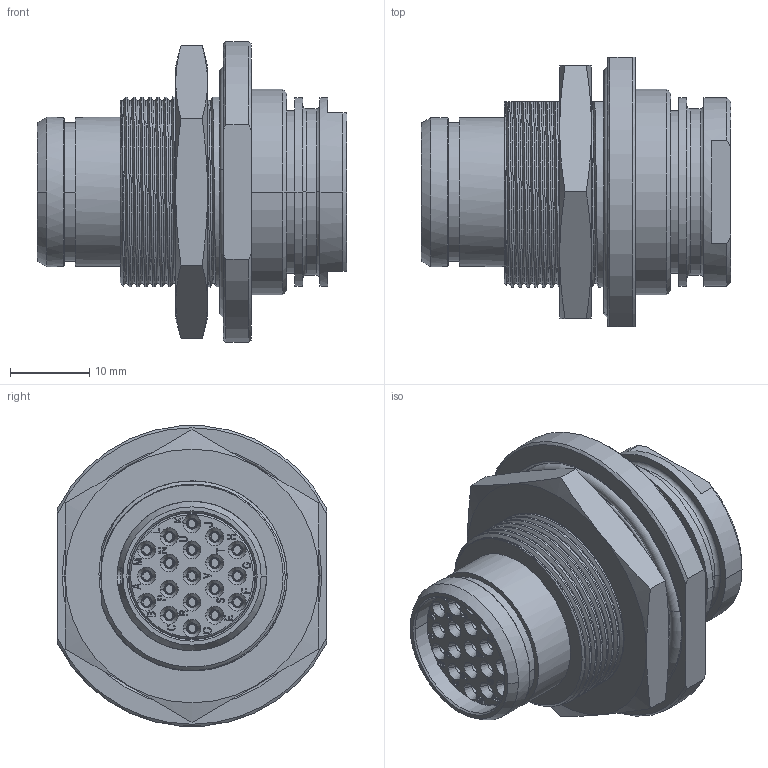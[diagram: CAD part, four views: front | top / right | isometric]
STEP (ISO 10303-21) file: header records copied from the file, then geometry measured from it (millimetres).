
FILE_DESCRIPTION((''),'2;1');
FILE_NAME('1332EVR319FS','2024-07-30T15:19:51',('paultorloting'),('NET AG system integration'),'CREO PARAMETRIC BY PTC INC, 2021404','CREO PARAMETRIC BY PTC INC, 2021404','');
FILE_SCHEMA(('AUTOMOTIVE_DESIGN { 1 0 10303 214 1 1 1 1 }'));
Products named in the file (1): 1332EVR319FS
Bounding box: 39.1 x 34 x 37.86 mm (x, y, z)
Volume: 13568.8 mm3; surface area: 19264.7 mm2
Topology: 1 solids, 1 shells, 3129 faces, 8206 edges, 5172 vertices
Faces by surface type: plane 1394, cylinder 1036, torus 254, cone 197, bspline 172, extrusion 76
Entity records: 131712 total; most frequent: CARTESIAN_POINT 37779, ORIENTED_EDGE 16412, DIRECTION 15021, EDGE_CURVE 8206, AXIS2_PLACEMENT_3D 5527, VERTEX_POINT 5172, VECTOR 3964, LINE 3888
